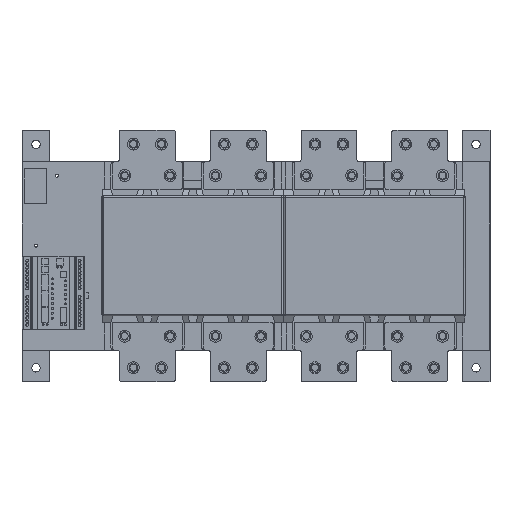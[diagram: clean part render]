
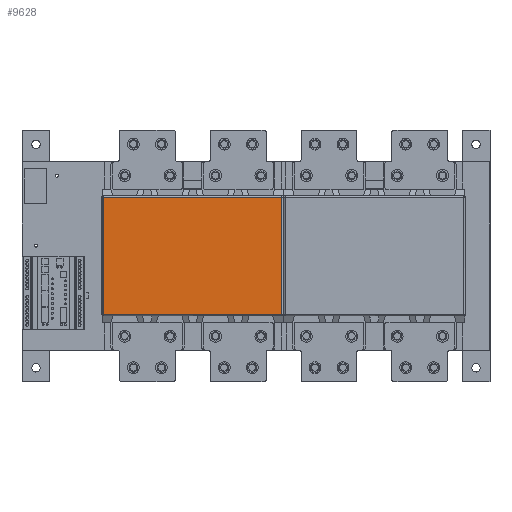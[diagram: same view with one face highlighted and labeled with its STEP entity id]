
A CAD part, top view. The second image highlights one B-rep face of the part: STEP entity #9628.
In plain terms, the highlighted face is planar.
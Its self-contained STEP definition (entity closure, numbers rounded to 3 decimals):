
#6392=PLANE('',#69579);
#9628=ADVANCED_FACE('',(#13748),#6392,.T.);
#13748=FACE_OUTER_BOUND('',#17494,.T.);
#17494=EDGE_LOOP('',(#35574,#35575,#35576,#35577));
#35574=ORIENTED_EDGE('',*,*,#50766,.T.);
#35575=ORIENTED_EDGE('',*,*,#50767,.T.);
#35576=ORIENTED_EDGE('',*,*,#50758,.T.);
#35577=ORIENTED_EDGE('',*,*,#50752,.T.);
#42280=VERTEX_POINT('',#104723);
#42281=VERTEX_POINT('',#104725);
#42283=VERTEX_POINT('',#104731);
#42292=VERTEX_POINT('',#104754);
#50752=EDGE_CURVE('',#42281,#42280,#56850,.T.);
#50758=EDGE_CURVE('',#42283,#42281,#56853,.T.);
#50766=EDGE_CURVE('',#42280,#42292,#56861,.T.);
#50767=EDGE_CURVE('',#42292,#42283,#56862,.T.);
#56850=LINE('',#104724,#62660);
#56853=LINE('',#104736,#62663);
#56861=LINE('',#104753,#62671);
#56862=LINE('',#104755,#62672);
#62660=VECTOR('',#86710,1.);
#62663=VECTOR('',#86721,1.);
#62671=VECTOR('',#86735,1.);
#62672=VECTOR('',#86736,1.);
#69579=AXIS2_PLACEMENT_3D('',#104756,#86737,#86738);
#86710=DIRECTION('',(-1.,0.,0.));
#86721=DIRECTION('',(0.,0.,-1.));
#86735=DIRECTION('',(0.,0.,1.));
#86736=DIRECTION('',(1.,0.,0.));
#86737=DIRECTION('',(0.,1.,0.));
#86738=DIRECTION('',(0.,0.,1.));
#104723=CARTESIAN_POINT('',(894.541,98.651,-87.344));
#104724=CARTESIAN_POINT('',(892.541,98.651,-87.344));
#104725=CARTESIAN_POINT('',(1149.541,98.651,-87.344));
#104731=CARTESIAN_POINT('',(1149.541,98.651,80.656));
#104736=CARTESIAN_POINT('',(1149.541,98.651,-89.344));
#104753=CARTESIAN_POINT('',(894.541,98.651,82.656));
#104754=CARTESIAN_POINT('',(894.541,98.651,80.656));
#104755=CARTESIAN_POINT('',(1151.541,98.651,80.656));
#104756=CARTESIAN_POINT('',(0.,98.651,0.));
